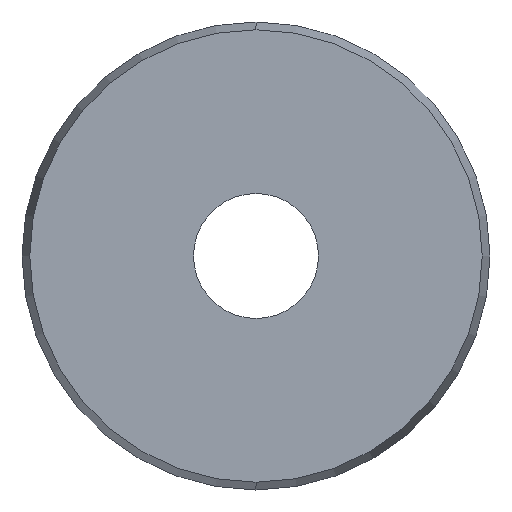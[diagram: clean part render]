
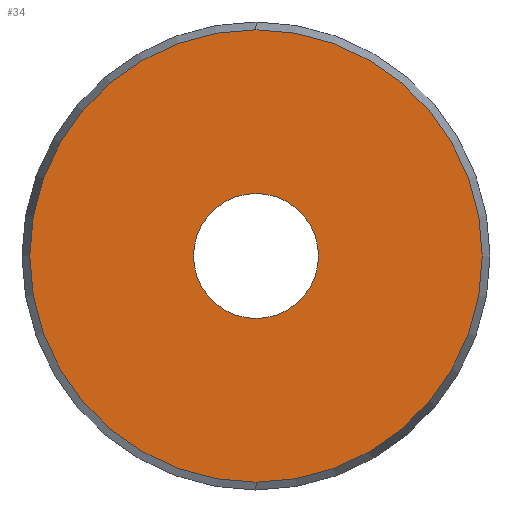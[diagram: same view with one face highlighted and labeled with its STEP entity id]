
A CAD part, left-side view. The second image highlights one B-rep face of the part: STEP entity #34.
In plain terms, the highlighted planar face has unit normal (-1, 0, 0).
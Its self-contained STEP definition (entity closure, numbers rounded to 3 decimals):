
#1 = CARTESIAN_POINT ( 'NONE',  ( 0., 0., 0. ) ) ;
#4 = ORIENTED_EDGE ( 'NONE', *, *, #168, .T. ) ;
#13 = EDGE_CURVE ( 'NONE', #280, #266, #80, .T. ) ;
#23 = CARTESIAN_POINT ( 'NONE',  ( 0., 0., 0. ) ) ;
#33 = AXIS2_PLACEMENT_3D ( 'NONE', #23, #335, #96 ) ;
#34 = ADVANCED_FACE ( 'NONE', ( #163, #470 ), #191, .F. ) ;
#56 = AXIS2_PLACEMENT_3D ( 'NONE', #458, #154, #258 ) ;
#63 = DIRECTION ( 'NONE',  ( 0., 0., 1. ) ) ;
#72 = DIRECTION ( 'NONE',  ( -1., 0., 0. ) ) ;
#80 = CIRCLE ( 'NONE', #56, 2.15 ) ;
#86 = AXIS2_PLACEMENT_3D ( 'NONE', #294, #303, #345 ) ;
#88 = CARTESIAN_POINT ( 'NONE',  ( 0., 0., 7.782 ) ) ;
#96 = DIRECTION ( 'NONE',  ( 0., 0., -1. ) ) ;
#108 = ORIENTED_EDGE ( 'NONE', *, *, #13, .F. ) ;
#115 = CIRCLE ( 'NONE', #177, 2.15 ) ;
#116 = AXIS2_PLACEMENT_3D ( 'NONE', #307, #264, #196 ) ;
#154 = DIRECTION ( 'NONE',  ( -1., 0., 0. ) ) ;
#163 = FACE_BOUND ( 'NONE', #251, .T. ) ;
#165 = CARTESIAN_POINT ( 'NONE',  ( 0., 0., 2.15 ) ) ;
#168 = EDGE_CURVE ( 'NONE', #277, #428, #268, .T. ) ;
#169 = EDGE_CURVE ( 'NONE', #428, #277, #245, .T. ) ;
#177 = AXIS2_PLACEMENT_3D ( 'NONE', #1, #72, #63 ) ;
#182 = EDGE_CURVE ( 'NONE', #266, #280, #115, .T. ) ;
#191 = PLANE ( 'NONE',  #33 ) ;
#196 = DIRECTION ( 'NONE',  ( 0., 0., -1. ) ) ;
#245 = CIRCLE ( 'NONE', #116, 7.782 ) ;
#251 = EDGE_LOOP ( 'NONE', ( #298, #108 ) ) ;
#258 = DIRECTION ( 'NONE',  ( 0., 0., 1. ) ) ;
#261 = ORIENTED_EDGE ( 'NONE', *, *, #169, .T. ) ;
#264 = DIRECTION ( 'NONE',  ( -1., 0., 0. ) ) ;
#266 = VERTEX_POINT ( 'NONE', #165 ) ;
#268 = CIRCLE ( 'NONE', #86, 7.782 ) ;
#277 = VERTEX_POINT ( 'NONE', #88 ) ;
#280 = VERTEX_POINT ( 'NONE', #321 ) ;
#293 = CARTESIAN_POINT ( 'NONE',  ( 0., 0., -7.782 ) ) ;
#294 = CARTESIAN_POINT ( 'NONE',  ( 0., 0., 0. ) ) ;
#298 = ORIENTED_EDGE ( 'NONE', *, *, #182, .F. ) ;
#303 = DIRECTION ( 'NONE',  ( -1., 0., 0. ) ) ;
#307 = CARTESIAN_POINT ( 'NONE',  ( 0., 0., 0. ) ) ;
#321 = CARTESIAN_POINT ( 'NONE',  ( 0., 0., -2.15 ) ) ;
#328 = EDGE_LOOP ( 'NONE', ( #261, #4 ) ) ;
#335 = DIRECTION ( 'NONE',  ( 1., 0., 0. ) ) ;
#345 = DIRECTION ( 'NONE',  ( 0., 0., -1. ) ) ;
#428 = VERTEX_POINT ( 'NONE', #293 ) ;
#458 = CARTESIAN_POINT ( 'NONE',  ( 0., 0., 0. ) ) ;
#470 = FACE_OUTER_BOUND ( 'NONE', #328, .T. ) ;
